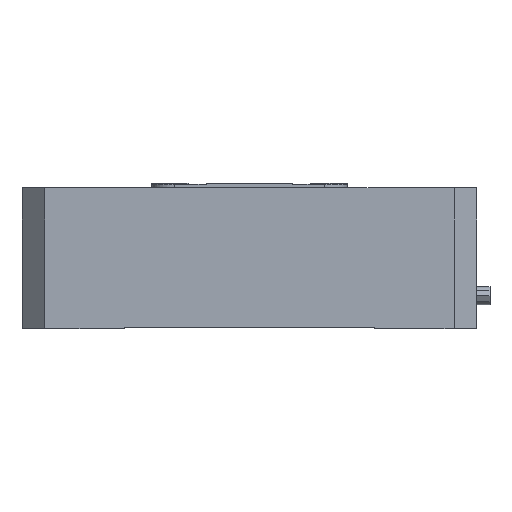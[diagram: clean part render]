
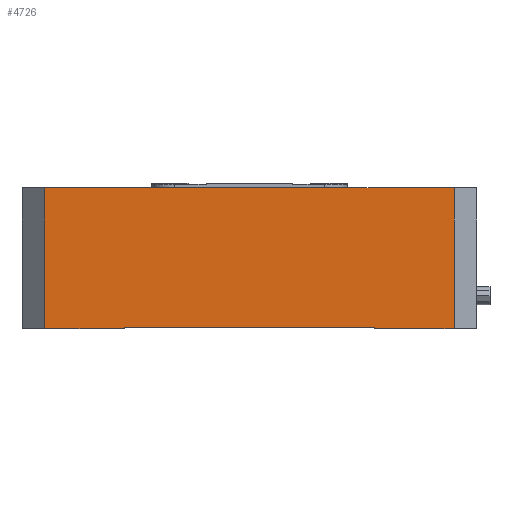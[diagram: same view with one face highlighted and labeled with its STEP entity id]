
A CAD part, left-side view. The second image highlights one B-rep face of the part: STEP entity #4726.
In plain terms, the highlighted planar face has unit normal (-1, 0, 0).
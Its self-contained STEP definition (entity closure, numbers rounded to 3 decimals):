
#12 = ORIENTED_EDGE ( 'NONE', *, *, #2358, .T. ) ;
#30 = ORIENTED_EDGE ( 'NONE', *, *, #4099, .T. ) ;
#361 = EDGE_CURVE ( 'NONE', #7582, #510, #7038, .T. ) ;
#366 = CARTESIAN_POINT ( 'NONE',  ( -100., 55., 0.5 ) ) ;
#375 = LINE ( 'NONE', #726, #1851 ) ;
#510 = VERTEX_POINT ( 'NONE', #1543 ) ;
#726 = CARTESIAN_POINT ( 'NONE',  ( -100., -55., 64. ) ) ;
#896 = DIRECTION ( 'NONE',  ( 1., 0., 0. ) ) ;
#1151 = ORIENTED_EDGE ( 'NONE', *, *, #5862, .T. ) ;
#1172 = LINE ( 'NONE', #4453, #5911 ) ;
#1489 = VECTOR ( 'NONE', #3486, 1000. ) ;
#1505 = CARTESIAN_POINT ( 'NONE',  ( -100., -55., 0. ) ) ;
#1543 = CARTESIAN_POINT ( 'NONE',  ( -100., 90., 62. ) ) ;
#1666 = ORIENTED_EDGE ( 'NONE', *, *, #6443, .T. ) ;
#1698 = VERTEX_POINT ( 'NONE', #7530 ) ;
#1754 = CARTESIAN_POINT ( 'NONE',  ( -100., -90., 62. ) ) ;
#1834 = CARTESIAN_POINT ( 'NONE',  ( -100., 90., 0. ) ) ;
#1851 = VECTOR ( 'NONE', #4434, 1000. ) ;
#1973 = DIRECTION ( 'NONE',  ( 0., -1., 0. ) ) ;
#2006 = VERTEX_POINT ( 'NONE', #1834 ) ;
#2049 = EDGE_CURVE ( 'NONE', #6885, #1698, #7312, .T. ) ;
#2208 = VECTOR ( 'NONE', #4238, 1000. ) ;
#2325 = CARTESIAN_POINT ( 'NONE',  ( -100., -90., 64. ) ) ;
#2358 = EDGE_CURVE ( 'NONE', #1698, #7582, #7875, .T. ) ;
#2542 = LINE ( 'NONE', #3007, #5624 ) ;
#2672 = CARTESIAN_POINT ( 'NONE',  ( -100., 55., 64. ) ) ;
#3007 = CARTESIAN_POINT ( 'NONE',  ( -100., 90., 64. ) ) ;
#3183 = VERTEX_POINT ( 'NONE', #366 ) ;
#3364 = CARTESIAN_POINT ( 'NONE',  ( -100., -100., 64. ) ) ;
#3484 = DIRECTION ( 'NONE',  ( 0., -1., 0. ) ) ;
#3486 = DIRECTION ( 'NONE',  ( 0., 0., 1. ) ) ;
#3489 = EDGE_CURVE ( 'NONE', #4579, #6885, #375, .T. ) ;
#4099 = EDGE_CURVE ( 'NONE', #2006, #4275, #1172, .T. ) ;
#4238 = DIRECTION ( 'NONE',  ( 0., -1., 0. ) ) ;
#4275 = VERTEX_POINT ( 'NONE', #7684 ) ;
#4300 = AXIS2_PLACEMENT_3D ( 'NONE', #3364, #896, #5222 ) ;
#4434 = DIRECTION ( 'NONE',  ( 0., 0., -1. ) ) ;
#4453 = CARTESIAN_POINT ( 'NONE',  ( -100., -100., 0. ) ) ;
#4579 = VERTEX_POINT ( 'NONE', #4969 ) ;
#4598 = PLANE ( 'NONE',  #4300 ) ;
#4726 = ADVANCED_FACE ( 'NONE', ( #7822 ), #4598, .F. ) ;
#4969 = CARTESIAN_POINT ( 'NONE',  ( -100., -55., 0.5 ) ) ;
#5029 = CARTESIAN_POINT ( 'NONE',  ( -100., -100., 62. ) ) ;
#5109 = CARTESIAN_POINT ( 'NONE',  ( -100., -100., 0. ) ) ;
#5222 = DIRECTION ( 'NONE',  ( 0., 0., -1. ) ) ;
#5381 = VECTOR ( 'NONE', #6278, 1000. ) ;
#5489 = LINE ( 'NONE', #7937, #2208 ) ;
#5624 = VECTOR ( 'NONE', #6722, 1000. ) ;
#5862 = EDGE_CURVE ( 'NONE', #3183, #4579, #5489, .T. ) ;
#5891 = VECTOR ( 'NONE', #6367, 1000. ) ;
#5911 = VECTOR ( 'NONE', #1973, 1000. ) ;
#6092 = LINE ( 'NONE', #2672, #5891 ) ;
#6131 = ORIENTED_EDGE ( 'NONE', *, *, #361, .T. ) ;
#6278 = DIRECTION ( 'NONE',  ( 0., 1., 0. ) ) ;
#6367 = DIRECTION ( 'NONE',  ( 0., 0., 1. ) ) ;
#6443 = EDGE_CURVE ( 'NONE', #510, #2006, #2542, .T. ) ;
#6498 = ORIENTED_EDGE ( 'NONE', *, *, #3489, .T. ) ;
#6722 = DIRECTION ( 'NONE',  ( 0., 0., -1. ) ) ;
#6885 = VERTEX_POINT ( 'NONE', #1505 ) ;
#7038 = LINE ( 'NONE', #5029, #5381 ) ;
#7061 = ORIENTED_EDGE ( 'NONE', *, *, #2049, .T. ) ;
#7312 = LINE ( 'NONE', #5109, #7510 ) ;
#7510 = VECTOR ( 'NONE', #3484, 1000. ) ;
#7530 = CARTESIAN_POINT ( 'NONE',  ( -100., -90., 0. ) ) ;
#7573 = ORIENTED_EDGE ( 'NONE', *, *, #7817, .T. ) ;
#7582 = VERTEX_POINT ( 'NONE', #1754 ) ;
#7684 = CARTESIAN_POINT ( 'NONE',  ( -100., 55., 0. ) ) ;
#7731 = EDGE_LOOP ( 'NONE', ( #30, #7573, #1151, #6498, #7061, #12, #6131, #1666 ) ) ;
#7817 = EDGE_CURVE ( 'NONE', #4275, #3183, #6092, .T. ) ;
#7822 = FACE_OUTER_BOUND ( 'NONE', #7731, .T. ) ;
#7875 = LINE ( 'NONE', #2325, #1489 ) ;
#7937 = CARTESIAN_POINT ( 'NONE',  ( -100., -100., 0.5 ) ) ;
